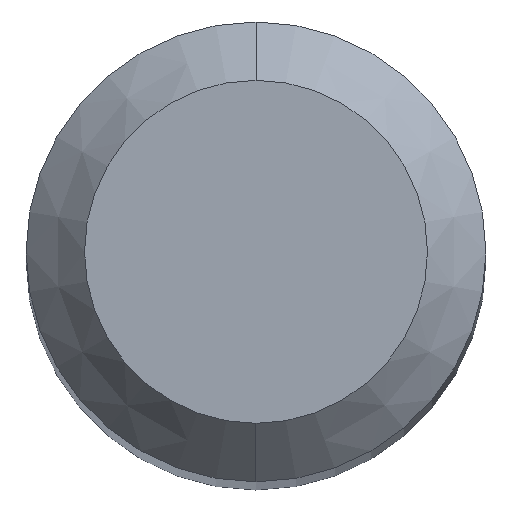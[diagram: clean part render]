
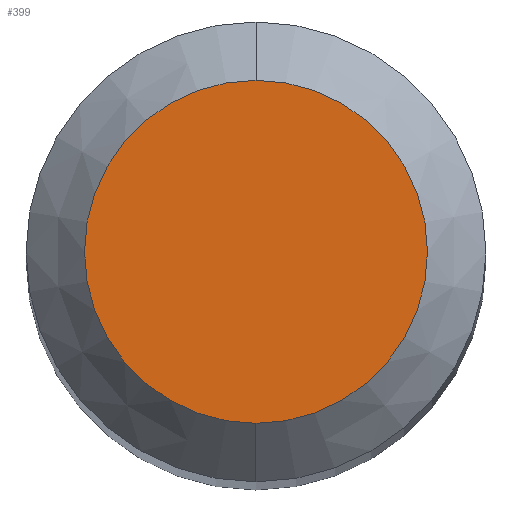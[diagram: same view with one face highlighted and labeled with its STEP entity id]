
A CAD part, top view. The second image highlights one B-rep face of the part: STEP entity #399.
In plain terms, the highlighted planar face has unit normal (0, 0, 1).
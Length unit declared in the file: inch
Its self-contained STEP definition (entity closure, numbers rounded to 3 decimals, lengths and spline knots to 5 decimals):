
#13 = EDGE_CURVE ( 'NONE', #356, #191, #442, .T. ) ;
#20 = PLANE ( 'NONE',  #31 ) ;
#30 = ORIENTED_EDGE ( 'NONE', *, *, #416, .T. ) ;
#31 = AXIS2_PLACEMENT_3D ( 'NONE', #493, #378, #264 ) ;
#99 = DIRECTION ( 'NONE',  ( 0., 0., 1. ) ) ;
#111 = CIRCLE ( 'NONE', #307, 0.04405 ) ;
#141 = CARTESIAN_POINT ( 'NONE',  ( 0., 0., 0. ) ) ;
#175 = CARTESIAN_POINT ( 'NONE',  ( 0., 0., 0. ) ) ;
#191 = VERTEX_POINT ( 'NONE', #327 ) ;
#194 = AXIS2_PLACEMENT_3D ( 'NONE', #175, #295, #198 ) ;
#198 = DIRECTION ( 'NONE',  ( 0., -1., 0. ) ) ;
#223 = DIRECTION ( 'NONE',  ( 0., -1., 0. ) ) ;
#264 = DIRECTION ( 'NONE',  ( 0., 1., 0. ) ) ;
#295 = DIRECTION ( 'NONE',  ( 0., 0., 1. ) ) ;
#307 = AXIS2_PLACEMENT_3D ( 'NONE', #141, #99, #223 ) ;
#322 = EDGE_LOOP ( 'NONE', ( #484, #30 ) ) ;
#327 = CARTESIAN_POINT ( 'NONE',  ( 0., -0.04405, 0. ) ) ;
#334 = FACE_OUTER_BOUND ( 'NONE', #322, .T. ) ;
#356 = VERTEX_POINT ( 'NONE', #359 ) ;
#359 = CARTESIAN_POINT ( 'NONE',  ( 0., 0.04405, 0. ) ) ;
#378 = DIRECTION ( 'NONE',  ( 0., 0., -1. ) ) ;
#399 = ADVANCED_FACE ( 'NONE', ( #334 ), #20, .F. ) ;
#416 = EDGE_CURVE ( 'NONE', #191, #356, #111, .T. ) ;
#442 = CIRCLE ( 'NONE', #194, 0.04405 ) ;
#484 = ORIENTED_EDGE ( 'NONE', *, *, #13, .T. ) ;
#493 = CARTESIAN_POINT ( 'NONE',  ( 0., 0.04405, 0. ) ) ;
